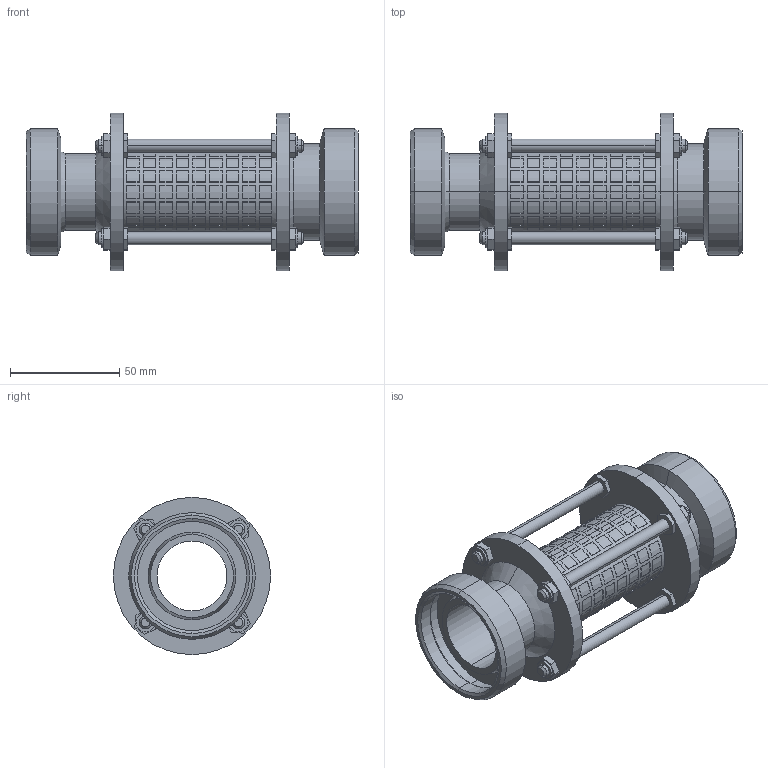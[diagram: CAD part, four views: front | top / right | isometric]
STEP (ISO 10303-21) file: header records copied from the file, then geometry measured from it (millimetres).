
FILE_DESCRIPTION (( 'STEP AP203' ), '1' );
FILE_NAME ('3D_M-7008_DN32_174601065.STEP', '2024-10-04T12:08:28', ( '' ), ( '' ), 'SwSTEP 2.0', 'SolidWorks 2024', '' );
FILE_SCHEMA (( 'CONFIG_CONTROL_DESIGN' ));
Length unit declared in the file: millimetre
Products named in the file (1): 3D_M-7008_DN32_174601065
Bounding box: 152 x 72 x 72 mm (x, y, z)
Volume: 120969.7 mm3; surface area: 75215.4 mm2
Topology: 9 solids, 9 shells, 870 faces, 2496 edges, 1650 vertices
Faces by surface type: plane 732, cylinder 98, cone 40
Entity records: 29355 total; most frequent: DIRECTION 5120, CARTESIAN_POINT 5017, ORIENTED_EDGE 4992, EDGE_CURVE 2496, AXIS2_PLACEMENT_3D 1753, VERTEX_POINT 1650, VECTOR 1614, LINE 1614
